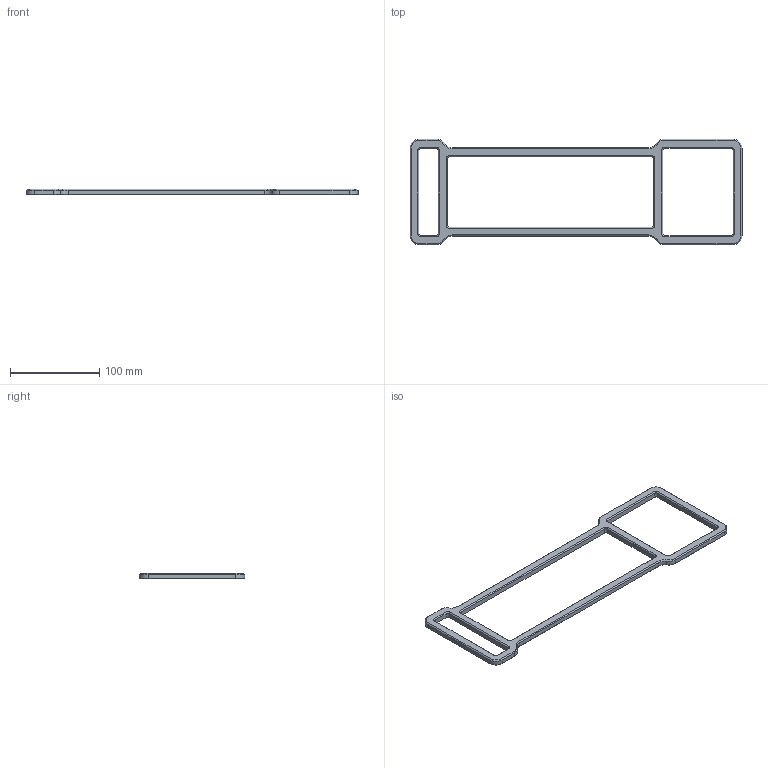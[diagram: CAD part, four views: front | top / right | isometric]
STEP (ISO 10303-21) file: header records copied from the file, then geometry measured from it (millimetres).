
FILE_DESCRIPTION(('HOOPS Exchange Step'),'2;1');
FILE_NAME('temp_export','2024-09-14T11:31:31-04:00',('jscotto'),('Shapr3D Limited'),'HOOPS Exchange 2024.2','Shapr3D','Authorized');
FILE_SCHEMA( ('AP242_MANAGED_MODEL_BASED_3D_ENGINEERING_MIM_LF {1 0 10303 442 1 1 4 }') );
Length unit declared in the file: millimetre
Products named in the file (1): Case (Top)
Bounding box: 371.35 x 117.75 x 6.7 mm (x, y, z)
Volume: 72080 mm3; surface area: 35652.7 mm2
Topology: 1 solids, 1 shells, 176 faces, 414 edges, 262 vertices
Faces by surface type: plane 72, cone 58, cylinder 46
Full cylindrical faces by diameter (mm): 3.25 x22
Entity records: 5124 total; most frequent: DIRECTION 964, CARTESIAN_POINT 854, ORIENTED_EDGE 828, EDGE_CURVE 414, AXIS2_PLACEMENT_3D 372, VERTEX_POINT 262, VECTOR 220, LINE 220
